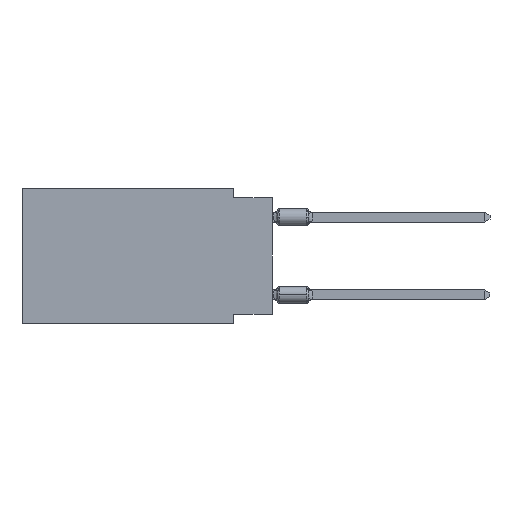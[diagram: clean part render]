
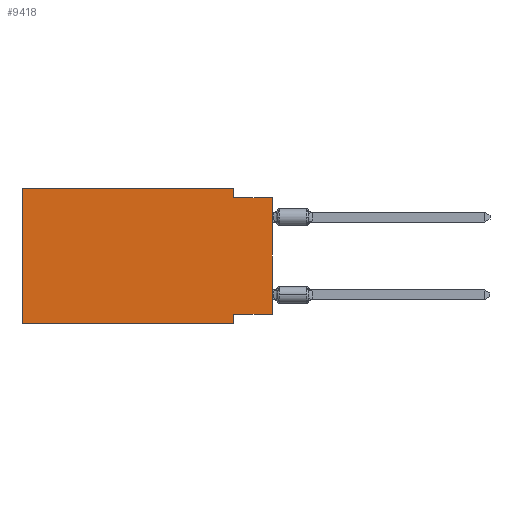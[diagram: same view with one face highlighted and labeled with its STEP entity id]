
A CAD part, left-side view. The second image highlights one B-rep face of the part: STEP entity #9418.
In plain terms, the highlighted planar face has unit normal (-1, 0, 0).
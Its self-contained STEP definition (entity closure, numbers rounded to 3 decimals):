
#353 = CARTESIAN_POINT ( 'NONE',  ( 0., 2.54, -8.89 ) ) ;
#727 = CARTESIAN_POINT ( 'NONE',  ( 0., 0., -8.255 ) ) ;
#1331 = CARTESIAN_POINT ( 'NONE',  ( 0., 16.383, 0. ) ) ;
#1430 = CARTESIAN_POINT ( 'NONE',  ( 0., 0., 0. ) ) ;
#1574 = ORIENTED_EDGE ( 'NONE', *, *, #3263, .F. ) ;
#1653 = CARTESIAN_POINT ( 'NONE',  ( 0., 16.383, 0. ) ) ;
#1915 = CARTESIAN_POINT ( 'NONE',  ( 0., 0., -0.635 ) ) ;
#1956 = VERTEX_POINT ( 'NONE', #11299 ) ;
#2288 = VERTEX_POINT ( 'NONE', #9818 ) ;
#2741 = DIRECTION ( 'NONE',  ( 0., 0., -1. ) ) ;
#2908 = EDGE_CURVE ( 'NONE', #4479, #4469, #3252, .T. ) ;
#3048 = ORIENTED_EDGE ( 'NONE', *, *, #10932, .F. ) ;
#3252 = LINE ( 'NONE', #727, #8074 ) ;
#3263 = EDGE_CURVE ( 'NONE', #1956, #4187, #4168, .T. ) ;
#3531 = EDGE_CURVE ( 'NONE', #7565, #12763, #14319, .T. ) ;
#3881 = FACE_OUTER_BOUND ( 'NONE', #4903, .T. ) ;
#3967 = CARTESIAN_POINT ( 'NONE',  ( 0., 16.383, -8.89 ) ) ;
#4032 = DIRECTION ( 'NONE',  ( 0., -1., 0. ) ) ;
#4168 = LINE ( 'NONE', #13635, #6016 ) ;
#4187 = VERTEX_POINT ( 'NONE', #13521 ) ;
#4469 = VERTEX_POINT ( 'NONE', #6773 ) ;
#4479 = VERTEX_POINT ( 'NONE', #6696 ) ;
#4762 = LINE ( 'NONE', #14317, #7014 ) ;
#4903 = EDGE_LOOP ( 'NONE', ( #14415, #3048, #1574, #8087, #5585, #9755, #5476, #10493 ) ) ;
#5109 = PLANE ( 'NONE',  #9834 ) ;
#5117 = LINE ( 'NONE', #3967, #9993 ) ;
#5476 = ORIENTED_EDGE ( 'NONE', *, *, #6702, .F. ) ;
#5585 = ORIENTED_EDGE ( 'NONE', *, *, #3531, .F. ) ;
#5664 = EDGE_CURVE ( 'NONE', #7565, #9155, #5117, .T. ) ;
#6016 = VECTOR ( 'NONE', #8788, 1000. ) ;
#6256 = DIRECTION ( 'NONE',  ( 0., 0., -1. ) ) ;
#6696 = CARTESIAN_POINT ( 'NONE',  ( 0., 0., -8.255 ) ) ;
#6702 = EDGE_CURVE ( 'NONE', #4469, #9155, #14445, .T. ) ;
#6773 = CARTESIAN_POINT ( 'NONE',  ( 0., 2.54, -8.255 ) ) ;
#6790 = EDGE_CURVE ( 'NONE', #4479, #2288, #13443, .T. ) ;
#7014 = VECTOR ( 'NONE', #7157, 1000. ) ;
#7157 = DIRECTION ( 'NONE',  ( 0., -1., 0. ) ) ;
#7337 = DIRECTION ( 'NONE',  ( 1., 0., 0. ) ) ;
#7565 = VERTEX_POINT ( 'NONE', #12465 ) ;
#8074 = VECTOR ( 'NONE', #12643, 1000. ) ;
#8087 = ORIENTED_EDGE ( 'NONE', *, *, #14068, .F. ) ;
#8637 = VECTOR ( 'NONE', #10824, 1000. ) ;
#8788 = DIRECTION ( 'NONE',  ( 0., 0., -1. ) ) ;
#9155 = VERTEX_POINT ( 'NONE', #10204 ) ;
#9418 = ADVANCED_FACE ( 'NONE', ( #3881 ), #5109, .F. ) ;
#9755 = ORIENTED_EDGE ( 'NONE', *, *, #5664, .T. ) ;
#9818 = CARTESIAN_POINT ( 'NONE',  ( 0., 0., -0.635 ) ) ;
#9834 = AXIS2_PLACEMENT_3D ( 'NONE', #1653, #7337, #6256 ) ;
#9993 = VECTOR ( 'NONE', #4032, 1000. ) ;
#10192 = VECTOR ( 'NONE', #13766, 1000. ) ;
#10204 = CARTESIAN_POINT ( 'NONE',  ( 0., 2.54, -8.89 ) ) ;
#10493 = ORIENTED_EDGE ( 'NONE', *, *, #2908, .F. ) ;
#10824 = DIRECTION ( 'NONE',  ( 0., 0., 1. ) ) ;
#10920 = DIRECTION ( 'NONE',  ( 0., 0., 1. ) ) ;
#10932 = EDGE_CURVE ( 'NONE', #4187, #2288, #12462, .T. ) ;
#11299 = CARTESIAN_POINT ( 'NONE',  ( 0., 2.54, 0. ) ) ;
#11343 = VECTOR ( 'NONE', #2741, 1000. ) ;
#12156 = CARTESIAN_POINT ( 'NONE',  ( 0., 16.383, 0. ) ) ;
#12462 = LINE ( 'NONE', #1915, #10192 ) ;
#12465 = CARTESIAN_POINT ( 'NONE',  ( 0., 16.383, -8.89 ) ) ;
#12643 = DIRECTION ( 'NONE',  ( 0., 1., 0. ) ) ;
#12763 = VERTEX_POINT ( 'NONE', #1331 ) ;
#13159 = VECTOR ( 'NONE', #10920, 1000. ) ;
#13443 = LINE ( 'NONE', #1430, #8637 ) ;
#13521 = CARTESIAN_POINT ( 'NONE',  ( 0., 2.54, -0.635 ) ) ;
#13635 = CARTESIAN_POINT ( 'NONE',  ( 0., 2.54, 0. ) ) ;
#13766 = DIRECTION ( 'NONE',  ( 0., -1., 0. ) ) ;
#14068 = EDGE_CURVE ( 'NONE', #12763, #1956, #4762, .T. ) ;
#14317 = CARTESIAN_POINT ( 'NONE',  ( 0., 16.383, 0. ) ) ;
#14319 = LINE ( 'NONE', #12156, #13159 ) ;
#14415 = ORIENTED_EDGE ( 'NONE', *, *, #6790, .T. ) ;
#14445 = LINE ( 'NONE', #353, #11343 ) ;
